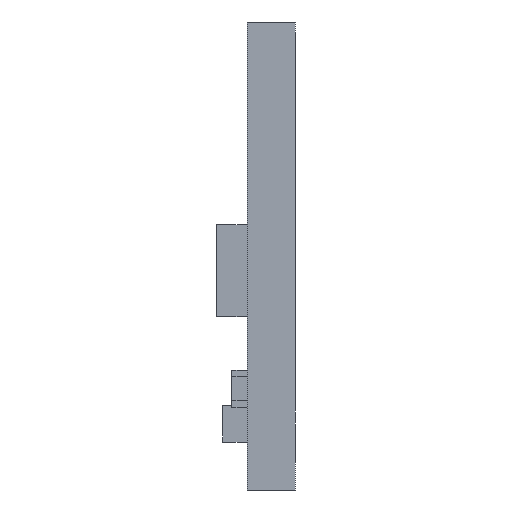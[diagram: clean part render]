
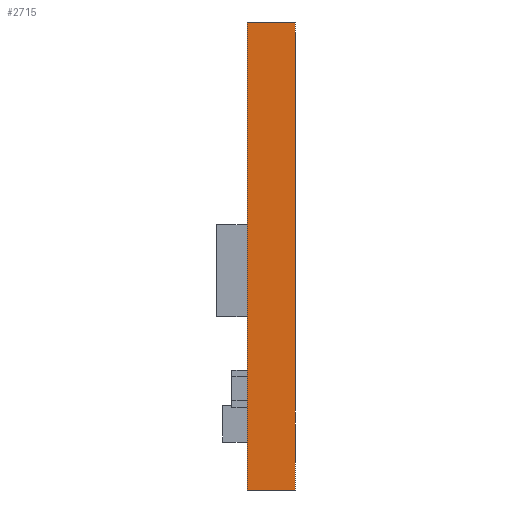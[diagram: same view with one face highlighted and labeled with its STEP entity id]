
A CAD part, left-side view. The second image highlights one B-rep face of the part: STEP entity #2715.
In plain terms, the highlighted planar face has unit normal (-1, 0, 0).
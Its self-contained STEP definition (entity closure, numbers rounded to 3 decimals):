
#153 = CARTESIAN_POINT ( 'NONE',  ( 0., 0., -15.24 ) ) ;
#221 = DIRECTION ( 'NONE',  ( 0., 1., 0. ) ) ;
#413 = ORIENTED_EDGE ( 'NONE', *, *, #2124, .F. ) ;
#422 = EDGE_LOOP ( 'NONE', ( #1807, #413, #816, #1686 ) ) ;
#495 = CARTESIAN_POINT ( 'NONE',  ( 0., -1.57, 0. ) ) ;
#659 = LINE ( 'NONE', #495, #668 ) ;
#668 = VECTOR ( 'NONE', #2766, 1000. ) ;
#816 = ORIENTED_EDGE ( 'NONE', *, *, #1562, .T. ) ;
#965 = VERTEX_POINT ( 'NONE', #1604 ) ;
#1056 = VERTEX_POINT ( 'NONE', #2493 ) ;
#1062 = PLANE ( 'NONE',  #1100 ) ;
#1084 = VECTOR ( 'NONE', #221, 1000. ) ;
#1088 = DIRECTION ( 'NONE',  ( -1., 0., 0. ) ) ;
#1100 = AXIS2_PLACEMENT_3D ( 'NONE', #1325, #1088, #3522 ) ;
#1107 = LINE ( 'NONE', #1200, #3752 ) ;
#1200 = CARTESIAN_POINT ( 'NONE',  ( 0., 0., 0. ) ) ;
#1221 = DIRECTION ( 'NONE',  ( 0., 0., 1. ) ) ;
#1320 = FACE_OUTER_BOUND ( 'NONE', #422, .T. ) ;
#1325 = CARTESIAN_POINT ( 'NONE',  ( 0., -1.57, 0. ) ) ;
#1425 = EDGE_CURVE ( 'NONE', #965, #2922, #659, .T. ) ;
#1562 = EDGE_CURVE ( 'NONE', #1056, #965, #2171, .T. ) ;
#1604 = CARTESIAN_POINT ( 'NONE',  ( 0., -1.57, 0. ) ) ;
#1686 = ORIENTED_EDGE ( 'NONE', *, *, #1425, .T. ) ;
#1807 = ORIENTED_EDGE ( 'NONE', *, *, #2281, .F. ) ;
#2079 = VECTOR ( 'NONE', #3903, 1000. ) ;
#2124 = EDGE_CURVE ( 'NONE', #1056, #3239, #2403, .T. ) ;
#2171 = LINE ( 'NONE', #2388, #2079 ) ;
#2281 = EDGE_CURVE ( 'NONE', #3239, #2922, #1107, .T. ) ;
#2388 = CARTESIAN_POINT ( 'NONE',  ( 0., -1.57, 0. ) ) ;
#2403 = LINE ( 'NONE', #2692, #1084 ) ;
#2493 = CARTESIAN_POINT ( 'NONE',  ( 0., -1.57, -15.24 ) ) ;
#2515 = CARTESIAN_POINT ( 'NONE',  ( 0., 0., 0. ) ) ;
#2692 = CARTESIAN_POINT ( 'NONE',  ( 0., -1.57, -15.24 ) ) ;
#2715 = ADVANCED_FACE ( 'NONE', ( #1320 ), #1062, .T. ) ;
#2766 = DIRECTION ( 'NONE',  ( 0., 1., 0. ) ) ;
#2922 = VERTEX_POINT ( 'NONE', #2515 ) ;
#3239 = VERTEX_POINT ( 'NONE', #153 ) ;
#3522 = DIRECTION ( 'NONE',  ( 0., 0., 1. ) ) ;
#3752 = VECTOR ( 'NONE', #1221, 1000. ) ;
#3903 = DIRECTION ( 'NONE',  ( 0., 0., 1. ) ) ;
